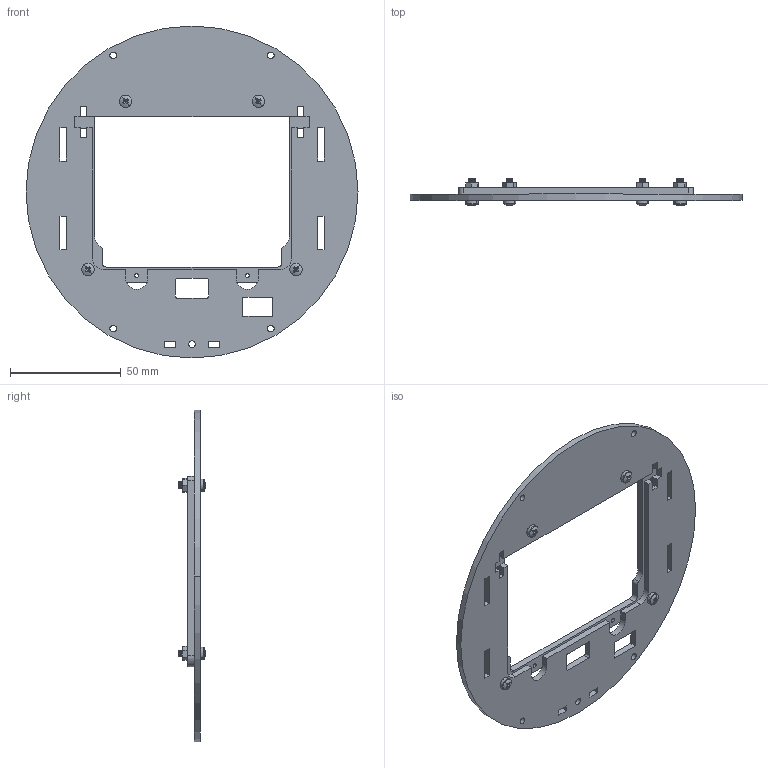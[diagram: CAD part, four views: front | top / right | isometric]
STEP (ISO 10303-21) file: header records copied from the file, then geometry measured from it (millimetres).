
FILE_DESCRIPTION (( 'STEP AP214' ), '1' );
FILE_NAME ('Buoc 11.STEP', '2018-01-27T01:52:22', ( 'Admin' ), ( 'Microsoft' ), 'SwSTEP 2.0', 'SolidWorks 2016', '' );
FILE_SCHEMA (( 'AUTOMOTIVE_DESIGN' ));
Length unit declared in the file: millimetre
Products named in the file (5): Buoc 11; hex nut style 1 gradeab_iso_ISO - 4032 - M3 - D - N; pan head cross recess screw_iso_ISO 7045 - M3 x 10 - Z - 10S; Tam tren; Tam giu nap day pin
Assembly tree (10 placements, depth 2):
  Buoc 11
    Tam giu nap day pin
    Tam tren
    pan head cross recess screw_iso_ISO 7045 - M3 x 10 - Z - 10S  x4
    hex nut style 1 gradeab_iso_ISO - 4032 - M3 - D - N  x4
Bounding box: 150 x 12.35 x 150 mm (x, y, z)
Volume: 39211.7 mm3; surface area: 34266.3 mm2
Topology: 10 solids, 10 shells, 872 faces, 2256 edges, 1400 vertices
Faces by surface type: cone 404, cylinder 230, plane 214, torus 16, sphere 8
Entity records: 10788 total; most frequent: CARTESIAN_POINT 1937, DIRECTION 1903, ORIENTED_EDGE 1772, EDGE_CURVE 886, AXIS2_PLACEMENT_3D 712, VERTEX_POINT 566, LINE 479, VECTOR 479
